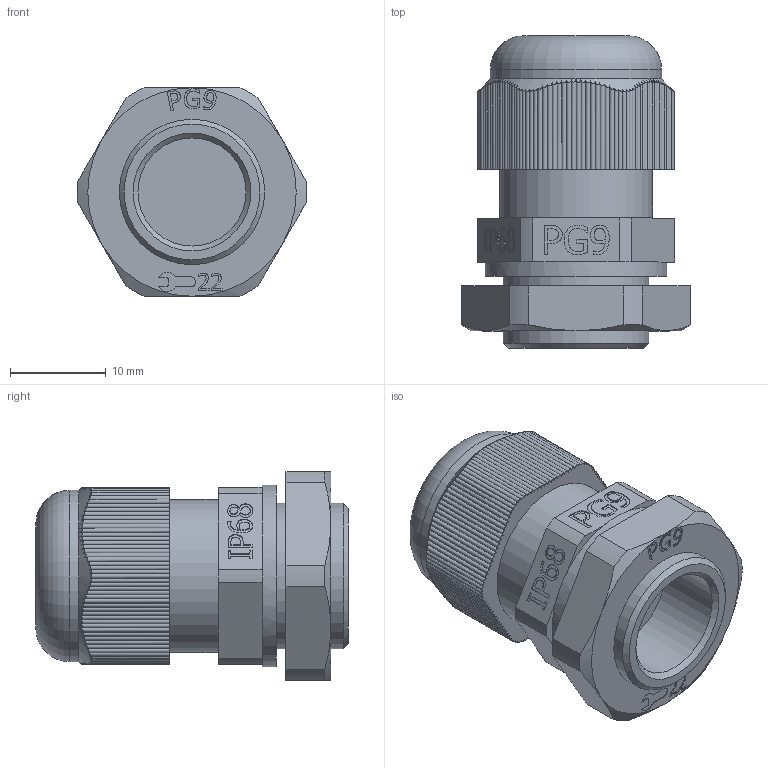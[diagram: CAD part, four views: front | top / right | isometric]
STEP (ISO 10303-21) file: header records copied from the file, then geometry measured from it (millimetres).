
FILE_DESCRIPTION(/* description */ ('','CAx-IF Rec.Pracs.---Representation and Presentation of Product Manufacturing Information (PMI)---4.0---2014-10-13'),/* implementation_level */ '2;1');
FILE_NAME(/* name */ 'ЗЭТАРУС PG9 (4-8 мм) - пластик.stp',/* time_stamp */ '2023-01-17T09:44:50+07:00',/* author */ ('zeta-09'),/* organization */ (''),/* preprocessor_version */ 'ST-DEVELOPER v18.1',/* originating_system */ 'Autodesk Inventor 2021',/* authorisation */ '');
FILE_SCHEMA (('AP242_MANAGED_MODEL_BASED_3D_ENGINEERING_MIM_LF { 1 0 10303 442 1 1 4 }'));
Length unit declared in the file: millimetre
Products named in the file (1): Деталь1
Bounding box: 23.99 x 32.66 x 21.8 mm (x, y, z)
Volume: 8201.6 mm3; surface area: 3830.7 mm2
Topology: 1 solids, 3 shells, 441 faces, 1336 edges, 927 vertices
Faces by surface type: bspline 150, cylinder 149, plane 131, cone 9, torus 2
Full cylindrical faces by diameter (mm): 11.3 x1, 15.2 x2, 16 x1, 17.9 x1, 19 x1
Entity records: 19105 total; most frequent: CARTESIAN_POINT 7822, ORIENTED_EDGE 2670, DIRECTION 1585, EDGE_CURVE 1336, VERTEX_POINT 927, LINE 569, VECTOR 569, B_SPLINE_CURVE_WITH_KNOTS 552
